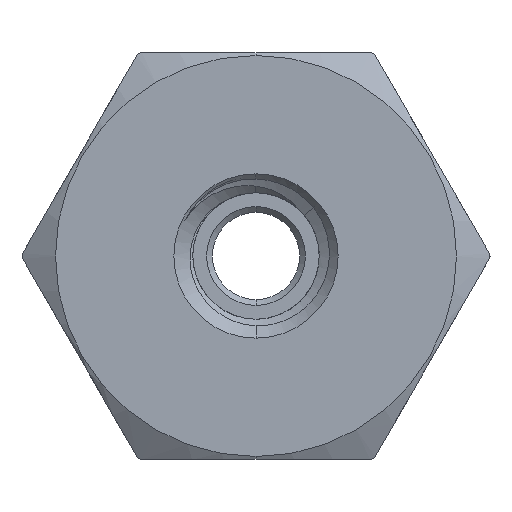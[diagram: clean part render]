
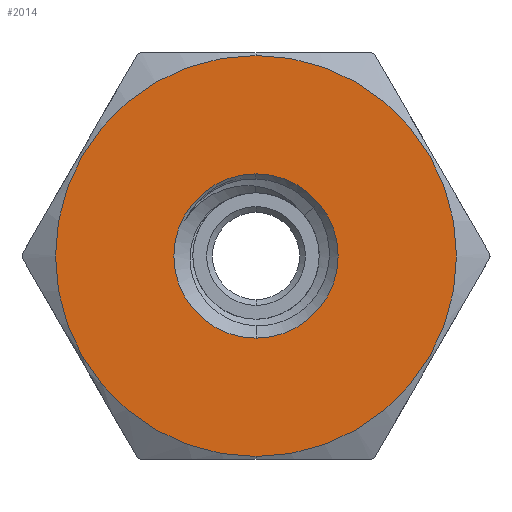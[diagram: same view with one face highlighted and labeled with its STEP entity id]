
A CAD part, front view. The second image highlights one B-rep face of the part: STEP entity #2014.
In plain terms, the highlighted planar face has unit normal (0, -1, 0).
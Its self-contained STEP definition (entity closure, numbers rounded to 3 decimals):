
#306 = CIRCLE ( 'NONE', #1560, 6.9 ) ;
#1064 = DIRECTION ( 'NONE',  ( 0., 0., 1. ) ) ;
#1071 = CARTESIAN_POINT ( 'NONE',  ( 0., -11.5, 2.825 ) ) ;
#1253 = CARTESIAN_POINT ( 'NONE',  ( 0., -11.5, 0. ) ) ;
#1560 = AXIS2_PLACEMENT_3D ( 'NONE', #13781, #7435, #1064 ) ;
#1858 = CARTESIAN_POINT ( 'NONE',  ( 0., -11.5, 0. ) ) ;
#1900 = PLANE ( 'NONE',  #6539 ) ;
#2014 = ADVANCED_FACE ( 'NONE', ( #8744, #11536 ), #1900, .T. ) ;
#2186 = VERTEX_POINT ( 'NONE', #1071 ) ;
#2346 = DIRECTION ( 'NONE',  ( 0., 0., -1. ) ) ;
#2899 = AXIS2_PLACEMENT_3D ( 'NONE', #3281, #10680, #4363 ) ;
#3281 = CARTESIAN_POINT ( 'NONE',  ( 0., -11.5, 0. ) ) ;
#3315 = VERTEX_POINT ( 'NONE', #13171 ) ;
#3335 = EDGE_LOOP ( 'NONE', ( #4940, #3446 ) ) ;
#3446 = ORIENTED_EDGE ( 'NONE', *, *, #7253, .T. ) ;
#4363 = DIRECTION ( 'NONE',  ( 0., 0., 1. ) ) ;
#4940 = ORIENTED_EDGE ( 'NONE', *, *, #6870, .T. ) ;
#4986 = VERTEX_POINT ( 'NONE', #9213 ) ;
#5124 = ORIENTED_EDGE ( 'NONE', *, *, #11241, .F. ) ;
#5149 = CARTESIAN_POINT ( 'NONE',  ( 0., -11.5, 0. ) ) ;
#6210 = DIRECTION ( 'NONE',  ( 0., 0., -1. ) ) ;
#6539 = AXIS2_PLACEMENT_3D ( 'NONE', #1858, #11434, #8380 ) ;
#6831 = VERTEX_POINT ( 'NONE', #8610 ) ;
#6870 = EDGE_CURVE ( 'NONE', #3315, #2186, #7831, .T. ) ;
#7247 = CIRCLE ( 'NONE', #2899, 6.9 ) ;
#7253 = EDGE_CURVE ( 'NONE', #2186, #3315, #8001, .T. ) ;
#7435 = DIRECTION ( 'NONE',  ( 0., 1., 0. ) ) ;
#7831 = CIRCLE ( 'NONE', #9398, 2.825 ) ;
#8001 = CIRCLE ( 'NONE', #11828, 2.825 ) ;
#8327 = EDGE_CURVE ( 'NONE', #6831, #4986, #306, .T. ) ;
#8380 = DIRECTION ( 'NONE',  ( 0., 0., -1. ) ) ;
#8610 = CARTESIAN_POINT ( 'NONE',  ( 0., -11.5, -6.9 ) ) ;
#8693 = DIRECTION ( 'NONE',  ( 0., 1., 0. ) ) ;
#8744 = FACE_BOUND ( 'NONE', #3335, .T. ) ;
#9213 = CARTESIAN_POINT ( 'NONE',  ( 0., -11.5, 6.9 ) ) ;
#9398 = AXIS2_PLACEMENT_3D ( 'NONE', #1253, #8693, #2346 ) ;
#10680 = DIRECTION ( 'NONE',  ( 0., 1., 0. ) ) ;
#11241 = EDGE_CURVE ( 'NONE', #4986, #6831, #7247, .T. ) ;
#11434 = DIRECTION ( 'NONE',  ( 0., -1., 0. ) ) ;
#11536 = FACE_OUTER_BOUND ( 'NONE', #13502, .T. ) ;
#11828 = AXIS2_PLACEMENT_3D ( 'NONE', #5149, #12567, #6210 ) ;
#12567 = DIRECTION ( 'NONE',  ( 0., 1., 0. ) ) ;
#13171 = CARTESIAN_POINT ( 'NONE',  ( 0., -11.5, -2.825 ) ) ;
#13502 = EDGE_LOOP ( 'NONE', ( #5124, #13709 ) ) ;
#13709 = ORIENTED_EDGE ( 'NONE', *, *, #8327, .F. ) ;
#13781 = CARTESIAN_POINT ( 'NONE',  ( 0., -11.5, 0. ) ) ;
